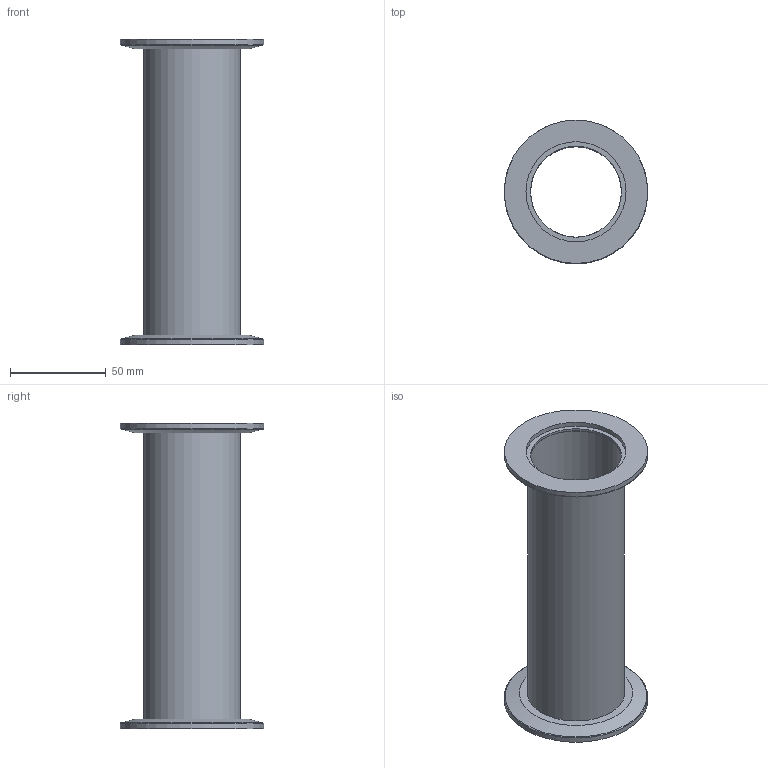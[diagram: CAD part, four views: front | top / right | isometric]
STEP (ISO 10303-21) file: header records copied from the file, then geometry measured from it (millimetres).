
FILE_DESCRIPTION (( 'STEP AP214' ), '1' );
FILE_NAME ('FULLVAC P1KF50160.STEP', '2019-04-24T13:39:03', ( '' ), ( '' ), 'SwSTEP 2.0', 'SolidWorks 2017', '' );
FILE_SCHEMA (( 'AUTOMOTIVE_DESIGN' ));
Length unit declared in the file: millimetre
Products named in the file (3): 1^FULLVAC P1KF50160; FULLVAC P1KF50160; 2^FULLVAC P1KF50160
Assembly tree (3 placements, depth 2):
  FULLVAC P1KF50160
    1^FULLVAC P1KF50160
    2^FULLVAC P1KF50160  x2
Bounding box: 75 x 75 x 160 mm (x, y, z)
Volume: 59526.1 mm3; surface area: 61233 mm2
Topology: 3 solids, 3 shells, 24 faces, 40 edges, 26 vertices
Faces by surface type: cylinder 10, plane 10, bspline 2, cone 2
Full cylindrical faces by diameter (mm): 47.5 x1, 47.6 x2, 50.8 x1, 51.1 x2, 52.4 x2, 75 x2
Entity records: 587 total; most frequent: CARTESIAN_POINT 75, DIRECTION 66, AXIS2_PLACEMENT_3D 33, EDGE_LOOP 28, ORIENTED_EDGE 28, FACE_OUTER_BOUND 21, UNCERTAINTY_MEASURE_WITH_UNIT 21, PRESENTATION_STYLE_ASSIGNMENT 18
